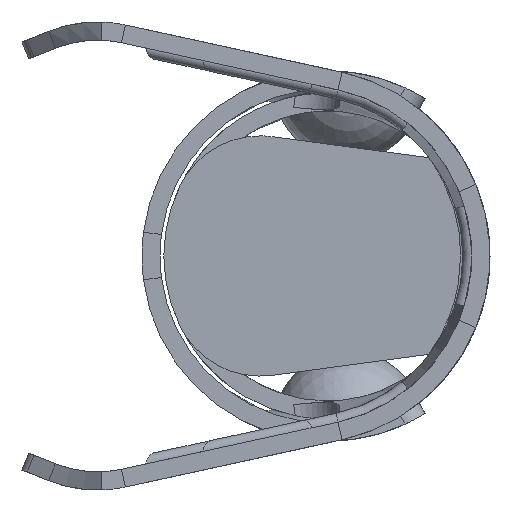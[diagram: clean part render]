
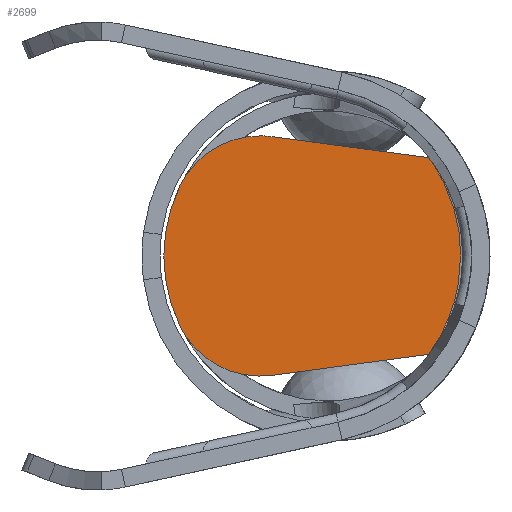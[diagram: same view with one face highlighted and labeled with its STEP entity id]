
A CAD part, left-side view. The second image highlights one B-rep face of the part: STEP entity #2699.
In plain terms, the highlighted planar face has unit normal (-1, 0, 0).
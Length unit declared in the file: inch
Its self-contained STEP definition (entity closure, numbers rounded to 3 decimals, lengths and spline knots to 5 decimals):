
#24 = CARTESIAN_POINT ( 'NONE',  ( 1.417, -0.13703, 0.03053 ) ) ;
#126 = EDGE_CURVE ( 'NONE', #18562, #11707, #19214, .T. ) ;
#160 = EDGE_CURVE ( 'NONE', #11707, #18072, #22170, .T. ) ;
#270 = DIRECTION ( 'NONE',  ( -1., 0., 0. ) ) ;
#1709 = CARTESIAN_POINT ( 'NONE',  ( 1.417, -0.14015, 0. ) ) ;
#1807 = FACE_OUTER_BOUND ( 'NONE', #29287, .T. ) ;
#2110 = CARTESIAN_POINT ( 'NONE',  ( 1.417, -0.11971, 0.07532 ) ) ;
#2194 = DIRECTION ( 'NONE',  ( 0., 0., -1. ) ) ;
#2254 = CARTESIAN_POINT ( 'NONE',  ( 1.417, -0.13421, 0.04169 ) ) ;
#2291 = DIRECTION ( 'NONE',  ( 0., 0.991, -0.133 ) ) ;
#2561 = VERTEX_POINT ( 'NONE', #3451 ) ;
#2652 = CARTESIAN_POINT ( 'NONE',  ( 1.417, -0.11219, -0.0866 ) ) ;
#2699 = ADVANCED_FACE ( 'NONE', ( #1807 ), #10846, .F. ) ;
#2885 = AXIS2_PLACEMENT_3D ( 'NONE', #24246, #3991, #13010 ) ;
#3027 = CARTESIAN_POINT ( 'NONE',  ( 1.417, -0.11231, 0.08669 ) ) ;
#3451 = CARTESIAN_POINT ( 'NONE',  ( 1.417, 0.03677, 0.106 ) ) ;
#3991 = DIRECTION ( 'NONE',  ( 1., 0., 0. ) ) ;
#4329 = ORIENTED_EDGE ( 'NONE', *, *, #126, .F. ) ;
#4343 = CARTESIAN_POINT ( 'NONE',  ( 1.417, -0.11231, 0.08669 ) ) ;
#4485 = CARTESIAN_POINT ( 'NONE',  ( 1.417, -0.13187, 0.04901 ) ) ;
#4707 = DIRECTION ( 'NONE',  ( 0., 0., -1. ) ) ;
#4722 = AXIS2_PLACEMENT_3D ( 'NONE', #10022, #19030, #28063 ) ;
#4763 = CARTESIAN_POINT ( 'NONE',  ( 1.417, 0.03677, 0.027 ) ) ;
#4886 = CARTESIAN_POINT ( 'NONE',  ( 1.417, -0.13758, -0.03084 ) ) ;
#5069 = ORIENTED_EDGE ( 'NONE', *, *, #27887, .T. ) ;
#5631 = VECTOR ( 'NONE', #2291, 39.37008 ) ;
#6163 = AXIS2_PLACEMENT_3D ( 'NONE', #15954, #24971, #4707 ) ;
#6210 = AXIS2_PLACEMENT_3D ( 'NONE', #11547, #20551, #270 ) ;
#6714 = CARTESIAN_POINT ( 'NONE',  ( 1.417, -0.12839, 0.05804 ) ) ;
#6846 = VERTEX_POINT ( 'NONE', #1709 ) ;
#6854 = CARTESIAN_POINT ( 'NONE',  ( 1.417, -0.14, 0.00768 ) ) ;
#7115 = CARTESIAN_POINT ( 'NONE',  ( 1.417, -0.14, -0.00005 ) ) ;
#7120 = ORIENTED_EDGE ( 'NONE', *, *, #7932, .F. ) ;
#7264 = VERTEX_POINT ( 'NONE', #27264 ) ;
#7591 = EDGE_CURVE ( 'NONE', #7264, #28471, #18933, .T. ) ;
#7932 = EDGE_CURVE ( 'NONE', #2561, #22455, #15665, .T. ) ;
#8631 = DIRECTION ( 'NONE',  ( 0., 0., -1. ) ) ;
#8700 = ORIENTED_EDGE ( 'NONE', *, *, #160, .F. ) ;
#8929 = CARTESIAN_POINT ( 'NONE',  ( 1.417, -0.12518, 0.0651 ) ) ;
#9076 = CARTESIAN_POINT ( 'NONE',  ( 1.417, -0.13777, 0.02676 ) ) ;
#10022 = CARTESIAN_POINT ( 'NONE',  ( 1.407, -0.14, 0. ) ) ;
#10324 = ORIENTED_EDGE ( 'NONE', *, *, #7591, .F. ) ;
#10846 = PLANE ( 'NONE',  #19338 ) ;
#10942 = ORIENTED_EDGE ( 'NONE', *, *, #26160, .F. ) ;
#11146 = CARTESIAN_POINT ( 'NONE',  ( 1.417, -0.12068, 0.07365 ) ) ;
#11289 = CARTESIAN_POINT ( 'NONE',  ( 1.417, -0.13524, 0.03799 ) ) ;
#11414 = CARTESIAN_POINT ( 'NONE',  ( 1.417, -0.11231, -0.08669 ) ) ;
#11547 = CARTESIAN_POINT ( 'NONE',  ( 1.407, -0.11219, -0.0866 ) ) ;
#11707 = VERTEX_POINT ( 'NONE', #25494 ) ;
#12063 = B_SPLINE_CURVE_WITH_KNOTS ( 'NONE', 3,
 ( #27374, #7115, #16132, #25149, #4886, #13914, #22911, #2652 ),
 .UNSPECIFIED., .F., .F.,
 ( 4, 2, 2, 4 ),
 ( 0., 0.00153, 0.50076, 1. ),
 .UNSPECIFIED. ) ;
#12068 = DIRECTION ( 'NONE',  ( 0., -0.991, -0.133 ) ) ;
#12664 = CARTESIAN_POINT ( 'NONE',  ( 1.417, 0.02625, 0.1053 ) ) ;
#13010 = DIRECTION ( 'NONE',  ( 0., 0., 1. ) ) ;
#13364 = CARTESIAN_POINT ( 'NONE',  ( 1.417, -0.11458, 0.08352 ) ) ;
#13445 = CARTESIAN_POINT ( 'NONE',  ( 1.417, 0.03677, -0.027 ) ) ;
#13506 = CARTESIAN_POINT ( 'NONE',  ( 1.417, -0.13249, 0.04718 ) ) ;
#13545 = LINE ( 'NONE', #22544, #5631 ) ;
#13797 = DIRECTION ( 'NONE',  ( 1., 0., 0. ) ) ;
#13914 = CARTESIAN_POINT ( 'NONE',  ( 1.417, -0.12813, -0.06028 ) ) ;
#14534 = AXIS2_PLACEMENT_3D ( 'NONE', #4763, #13797, #22796 ) ;
#15665 = CIRCLE ( 'NONE', #2885, 0.079 ) ;
#15734 = CARTESIAN_POINT ( 'NONE',  ( 1.417, -0.12986, 0.05445 ) ) ;
#15874 = CARTESIAN_POINT ( 'NONE',  ( 1.417, -0.14015, 0.00383 ) ) ;
#15954 = CARTESIAN_POINT ( 'NONE',  ( 1.417, -0.02015, 0. ) ) ;
#16132 = CARTESIAN_POINT ( 'NONE',  ( 1.417, -0.14, -0.00009 ) ) ;
#16783 = VERTEX_POINT ( 'NONE', #26517 ) ;
#16950 = CARTESIAN_POINT ( 'NONE',  ( 1.417, -0.11231, 0.08669 ) ) ;
#17489 = CIRCLE ( 'NONE', #4722, 0.01 ) ;
#17942 = CARTESIAN_POINT ( 'NONE',  ( 1.417, -0.12602, 0.06335 ) ) ;
#18072 = VERTEX_POINT ( 'NONE', #26352 ) ;
#18092 = CARTESIAN_POINT ( 'NONE',  ( 1.417, -0.13896, 0.01918 ) ) ;
#18562 = VERTEX_POINT ( 'NONE', #27186 ) ;
#18933 = CIRCLE ( 'NONE', #6210, 0.01 ) ;
#19030 = DIRECTION ( 'NONE',  ( 0., 0., -1. ) ) ;
#19137 = ORIENTED_EDGE ( 'NONE', *, *, #26696, .F. ) ;
#19214 = CIRCLE ( 'NONE', #19813, 0.079 ) ;
#19338 = AXIS2_PLACEMENT_3D ( 'NONE', #19859, #28897, #8631 ) ;
#19813 = AXIS2_PLACEMENT_3D ( 'NONE', #13445, #22448, #2194 ) ;
#19859 = CARTESIAN_POINT ( 'NONE',  ( 1.417, -0.14015, -0.00014 ) ) ;
#20148 = CARTESIAN_POINT ( 'NONE',  ( 1.417, -0.12254, 0.07026 ) ) ;
#20293 = CARTESIAN_POINT ( 'NONE',  ( 1.417, -0.13571, 0.03613 ) ) ;
#20551 = DIRECTION ( 'NONE',  ( 0., 0.582, -0.813 ) ) ;
#21319 = EDGE_CURVE ( 'NONE', #18072, #2561, #27281, .T. ) ;
#22170 = CIRCLE ( 'NONE', #6163, 0.142 ) ;
#22362 = CARTESIAN_POINT ( 'NONE',  ( 1.417, -0.11671, 0.08028 ) ) ;
#22448 = DIRECTION ( 'NONE',  ( 1., 0., 0. ) ) ;
#22455 = VERTEX_POINT ( 'NONE', #12664 ) ;
#22509 = CARTESIAN_POINT ( 'NONE',  ( 1.417, -0.13366, 0.04353 ) ) ;
#22544 = CARTESIAN_POINT ( 'NONE',  ( 1.417, -0.11231, -0.08669 ) ) ;
#22796 = DIRECTION ( 'NONE',  ( 0., 0., 1. ) ) ;
#22911 = CARTESIAN_POINT ( 'NONE',  ( 1.417, -0.12125, -0.07393 ) ) ;
#23079 = VERTEX_POINT ( 'NONE', #16950 ) ;
#23288 = LINE ( 'NONE', #3027, #25931 ) ;
#24115 = B_SPLINE_CURVE_WITH_KNOTS ( 'NONE', 3,
 ( #4343, #13364, #22362, #2110, #11146, #20148, #29196, #8929, #17942, #26968, #6714, #15734, #24747, #4485, #13506, #22509, #2254, #11289, #20293, #24, #9076, #18092, #27114, #6854, #15874, #24889 ),
 .UNSPECIFIED., .F., .F.,
 ( 4, 2, 2, 2, 2, 2, 2, 2, 2, 2, 2, 2, 4 ),
 ( 0., 0.12519, 0.18779, 0.25038, 0.31298, 0.37557, 0.43817, 0.50076, 0.56336, 0.62596, 0.75115, 0.87557, 1. ),
 .UNSPECIFIED. ) ;
#24246 = CARTESIAN_POINT ( 'NONE',  ( 1.417, 0.03677, 0.027 ) ) ;
#24747 = CARTESIAN_POINT ( 'NONE',  ( 1.417, -0.13055, 0.05264 ) ) ;
#24889 = CARTESIAN_POINT ( 'NONE',  ( 1.417, -0.14015, 0. ) ) ;
#24971 = DIRECTION ( 'NONE',  ( 1., 0., 0. ) ) ;
#25135 = ORIENTED_EDGE ( 'NONE', *, *, #25976, .F. ) ;
#25149 = CARTESIAN_POINT ( 'NONE',  ( 1.417, -0.13999, -0.01553 ) ) ;
#25494 = CARTESIAN_POINT ( 'NONE',  ( 1.417, 0.10815, -0.06086 ) ) ;
#25931 = VECTOR ( 'NONE', #12068, 39.37008 ) ;
#25976 = EDGE_CURVE ( 'NONE', #22455, #23079, #23288, .T. ) ;
#26160 = EDGE_CURVE ( 'NONE', #23079, #6846, #24115, .T. ) ;
#26352 = CARTESIAN_POINT ( 'NONE',  ( 1.417, 0.10815, 0.06086 ) ) ;
#26517 = CARTESIAN_POINT ( 'NONE',  ( 1.417, -0.14, 0. ) ) ;
#26696 = EDGE_CURVE ( 'NONE', #28471, #18562, #13545, .T. ) ;
#26968 = CARTESIAN_POINT ( 'NONE',  ( 1.417, -0.12762, 0.05982 ) ) ;
#27114 = CARTESIAN_POINT ( 'NONE',  ( 1.417, -0.1394, 0.01536 ) ) ;
#27186 = CARTESIAN_POINT ( 'NONE',  ( 1.417, 0.02625, -0.1053 ) ) ;
#27264 = CARTESIAN_POINT ( 'NONE',  ( 1.417, -0.11219, -0.0866 ) ) ;
#27281 = CIRCLE ( 'NONE', #14534, 0.079 ) ;
#27323 = EDGE_CURVE ( 'NONE', #16783, #7264, #12063, .T. ) ;
#27374 = CARTESIAN_POINT ( 'NONE',  ( 1.417, -0.14, 0. ) ) ;
#27887 = EDGE_CURVE ( 'NONE', #16783, #6846, #17489, .T. ) ;
#27913 = ORIENTED_EDGE ( 'NONE', *, *, #21319, .F. ) ;
#28063 = DIRECTION ( 'NONE',  ( -1., 0., 0. ) ) ;
#28471 = VERTEX_POINT ( 'NONE', #11414 ) ;
#28561 = ORIENTED_EDGE ( 'NONE', *, *, #27323, .F. ) ;
#28897 = DIRECTION ( 'NONE',  ( 1., 0., 0. ) ) ;
#29196 = CARTESIAN_POINT ( 'NONE',  ( 1.417, -0.12345, 0.06855 ) ) ;
#29287 = EDGE_LOOP ( 'NONE', ( #28561, #5069, #10942, #25135, #7120, #27913, #8700, #4329, #19137, #10324 ) ) ;
